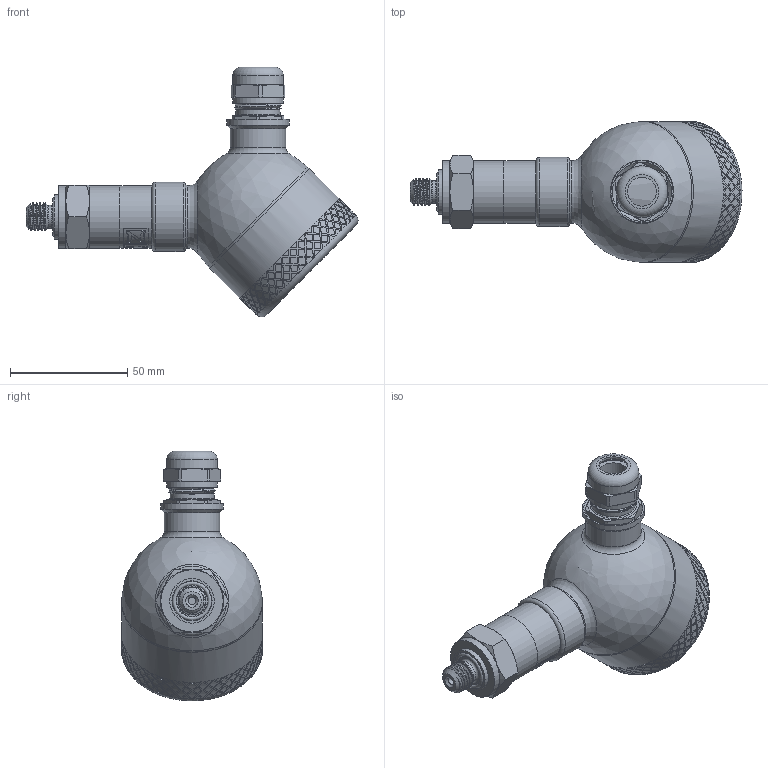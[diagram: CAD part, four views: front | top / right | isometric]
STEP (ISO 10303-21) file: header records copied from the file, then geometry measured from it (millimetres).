
FILE_DESCRIPTION(/* description */ (''),/* implementation_level */ '2;1');
FILE_NAME(/* name */ 'APZ3420FH_4_CableGlandM20x1,5ghtsplay.step',/* time_stamp */ '2021-06-30T14:49:26+03:00',/* author */ (''),/* organization */ (''),/* preprocessor_version */ 'ST-DEVELOPER v18.1',/* originating_system */ 'Autodesk Translation Framework v10.9.0.1377',/* authorisation */ '');
FILE_SCHEMA (('AUTOMOTIVE_DESIGN { 1 0 10303 214 3 1 1 }'));
Length unit declared in the file: millimetre
Products named in the file (13): Полевой корпус 
3420 3421 3230 заполненный; M12x1,5 DIN; FieldHousing Assembly v16; main body; Адаптер кабель 
ввода М20; M20x1,5 steel cable gland v5; Cuerpo GAE.2000.0 Prensaestopas GADI M20x1.5 IP68 Laton; Junta GAE.2000.0 Prensaestopas GADI M20x1.5 IP68 Laton; Tuerca GAE.2000.0 Prensaestopas GADI M20x1.5 IP68 Laton; Brida GAE.2000.0 Prensaestopas GADI M20x1.5 IP68 Laton; Goma GAE.2000.0 Prensaestopas GADI M20x1.5 IP68 Laton; Дисплей; Крышка для 
дисплея
Assembly tree (12 placements, depth 4):
  Полевой корпус 
3420 3421 3230 заполненный
    M12x1,5 DIN
    FieldHousing Assembly v16
      main body
      Адаптер кабель 
ввода М20
      M20x1,5 steel cable gland v5
        Cuerpo GAE.2000.0 Prensaestopas GADI M20x1.5 IP68 Laton
        Junta GAE.2000.0 Prensaestopas GADI M20x1.5 IP68 Laton
        Tuerca GAE.2000.0 Prensaestopas GADI M20x1.5 IP68 Laton
        Brida GAE.2000.0 Prensaestopas GADI M20x1.5 IP68 Laton
        Goma GAE.2000.0 Prensaestopas GADI M20x1.5 IP68 Laton
      Дисплей
      Крышка для 
дисплея
Bounding box: 141.38 x 60.1 x 106.38 mm (x, y, z)
Volume: 176414 mm3; surface area: 56643.2 mm2
Topology: 19 solids, 19 shells, 1810 faces, 4592 edges, 3024 vertices
Faces by surface type: bspline 1000, plane 362, cylinder 340, cone 68, torus 37, sphere 3
Full cylindrical faces by diameter (mm): 3.3 x1, 5 x4, 9.8 x1, 10.137 x4, 11.85 x4, 12.3 x2, 13 x1, 13.5 x1, 15 x4, 16 x1, 16.2 x1, 16.7 x1, 17 x1, 17.15 x1, 18 x4, 18.526 x5, 18.75 x7, 19 x2, 20 x2, 20.203 x5, 20.3 x5, 20.8 x1, 21.6 x1, 21.7 x2, 22.4 x1, 23.6 x1, 24.5 x2, 26.5 x4, 29.5 x1, 41 x3
Entity records: 74855 total; most frequent: CARTESIAN_POINT 39308, ORIENTED_EDGE 9182, EDGE_CURVE 4591, DIRECTION 3835, VERTEX_POINT 3024, B_SPLINE_CURVE_WITH_KNOTS 2918, EDGE_LOOP 2061, FACE_OUTER_BOUND 1810
